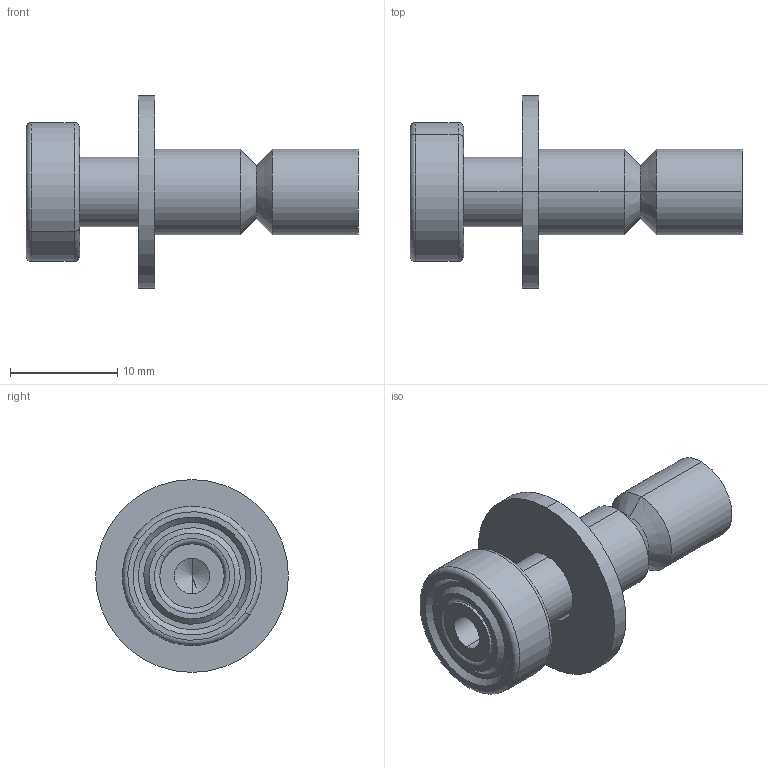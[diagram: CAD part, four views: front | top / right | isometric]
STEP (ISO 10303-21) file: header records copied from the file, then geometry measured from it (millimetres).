
FILE_DESCRIPTION (( 'STEP AP203' ), '1' );
FILE_NAME ('084.520.001.STEP', '2013-01-28T10:59:20', ( 'Alusic' ), ( 'Alusic' ), 'SwSTEP 2.0', 'SolidWorks 2011', '' );
FILE_SCHEMA (( 'CONFIG_CONTROL_DESIGN' ));
Length unit declared in the file: millimetre
Products named in the file (4): CUSCINETTI A SFERE_686-ZZ; RT; 700026; 084.520.001
Assembly tree (3 placements, depth 2):
  084.520.001
    CUSCINETTI A SFERE_686-ZZ
    700026
    RT
Bounding box: 31 x 18 x 18 mm (x, y, z)
Volume: 1996.6 mm3; surface area: 1993 mm2
Topology: 3 solids, 3 shells, 52 faces, 104 edges, 63 vertices
Faces by surface type: cylinder 18, cone 14, plane 12, torus 8
Entity records: 1778 total; most frequent: DIRECTION 288, CARTESIAN_POINT 223, ORIENTED_EDGE 204, AXIS2_PLACEMENT_3D 128, EDGE_CURVE 102, CIRCLE 70, EDGE_LOOP 63, VERTEX_POINT 63
